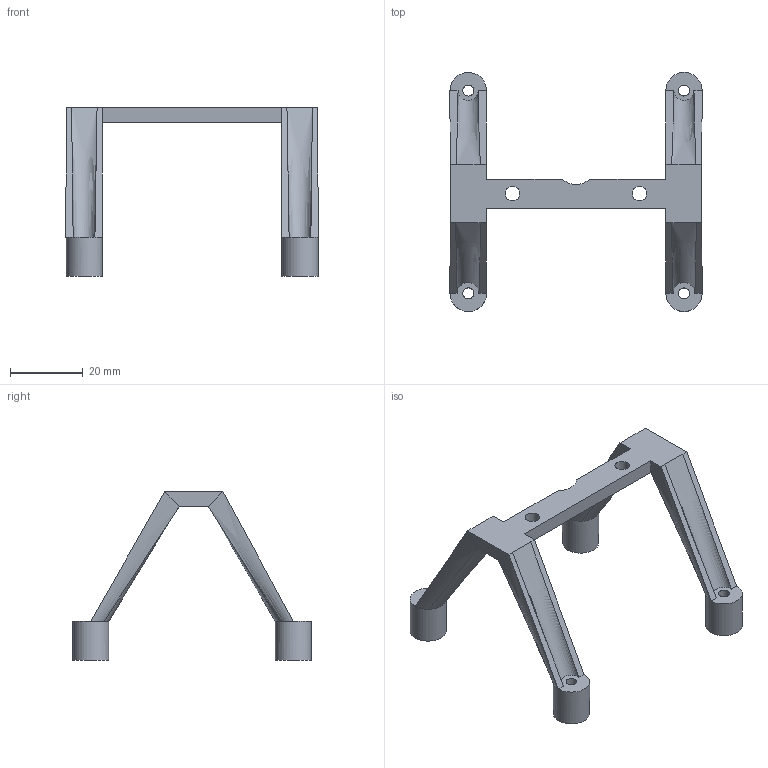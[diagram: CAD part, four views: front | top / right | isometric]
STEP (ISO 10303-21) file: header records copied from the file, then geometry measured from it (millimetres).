
FILE_DESCRIPTION(('STEP AP242'), '1');
FILE_NAME('Motor Mount', '', ('UNSPECIFIED'), ('UNSPECIFIED'), 'C3D Converter', 'C3D Toolkit', '');
FILE_SCHEMA(('AP242_MANAGED_MODEL_BASED_3D_ENGINEERING_MIM_LF { 1 0 10303 442 1 1 4 }'));
Length unit declared in the file: millimetre
Bounding box: 69.52 x 65.88 x 46.4 mm (x, y, z)
Volume: 11470.2 mm3; surface area: 8487.9 mm2
Topology: 1 solids, 1 shells, 56 faces, 134 edges, 80 vertices
Faces by surface type: plane 29, bspline 16, cylinder 11
Full cylindrical faces by diameter (mm): 3 x4, 4 x2, 10 x4
Entity records: 3082 total; most frequent: CARTESIAN_POINT 1329, DIRECTION 252, ORIENTED_EDGE 248, EDGE_CURVE 124, AXIS2_PLACEMENT_3D 87, VERTEX_POINT 80, EDGE_LOOP 78, LINE 78
